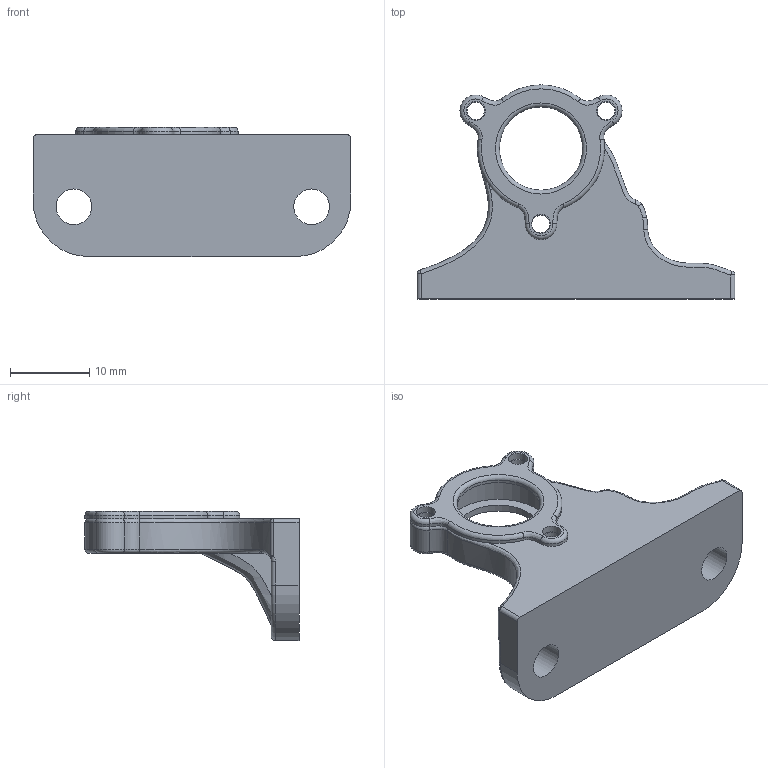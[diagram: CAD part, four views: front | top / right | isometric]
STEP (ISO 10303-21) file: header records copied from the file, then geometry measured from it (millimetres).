
FILE_DESCRIPTION(/* description */ (''),/* implementation_level */ '2;1');
FILE_NAME(/* name */ 'Half-InchFilterHolder.step',/* time_stamp */ '2016-06-14T11:04:38+10:00',/* author */ (''),/* organization */ (''),/* preprocessor_version */ 'ST-DEVELOPER v16.5',/* originating_system */ 'Autodesk Translation Framework v5.0.0.3310',/* authorisation */ '');
FILE_SCHEMA (('AUTOMOTIVE_DESIGN { 1 0 10303 214 3 1 1 }'));
Length unit declared in the file: centimetre
Products named in the file (3): (Unsaved); OBIS filter holder block; OBIS filter holder face
Assembly tree (2 placements, depth 2):
  (Unsaved)
    OBIS filter holder block
    OBIS filter holder face
Bounding box: 40.11 x 27.01 x 16.29 mm (x, y, z)
Volume: 3627.9 mm3; surface area: 3111.5 mm2
Topology: 2 solids, 2 shells, 115 faces, 274 edges, 164 vertices
Faces by surface type: bspline 45, cylinder 33, torus 17, plane 16, sphere 4
Full cylindrical faces by diameter (mm): 2.2 x2, 2.4 x3, 4.5 x2, 10.5 x2, 13.1 x1
Entity records: 5574 total; most frequent: CARTESIAN_POINT 3066, ORIENTED_EDGE 526, DIRECTION 465, EDGE_CURVE 263, AXIS2_PLACEMENT_3D 201, VERTEX_POINT 164, EDGE_LOOP 147, CIRCLE 118
